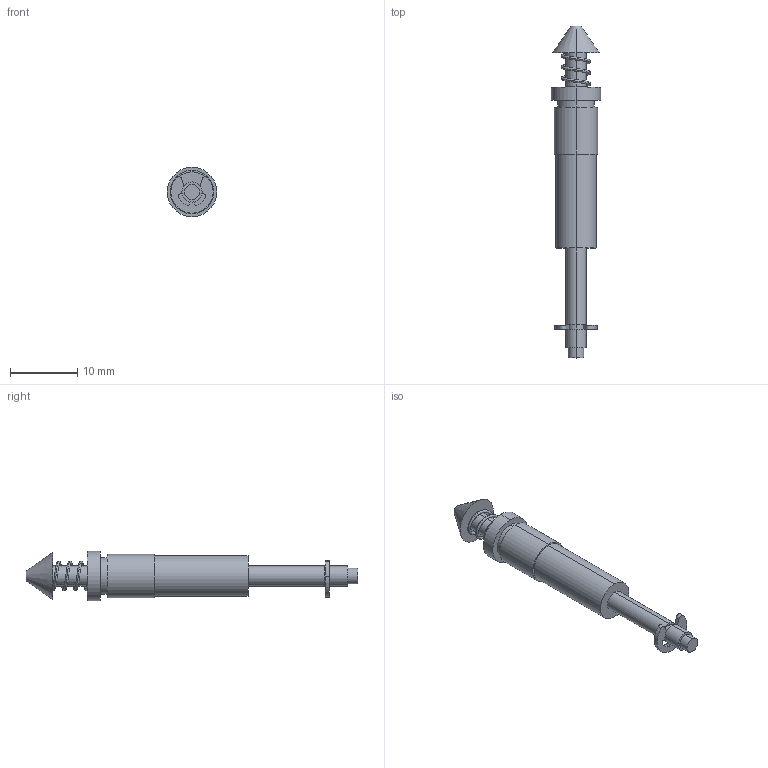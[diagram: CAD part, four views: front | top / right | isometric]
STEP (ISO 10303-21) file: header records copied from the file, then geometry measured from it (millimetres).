
FILE_DESCRIPTION (( 'STEP AP214' ), '1' );
FILE_NAME ('INGUN_36406_Hub.STEP', '2020-10-30T11:12:42', ( '' ), ( '' ), 'SwSTEP 2.0', 'SolidWorks 2018', '' );
FILE_SCHEMA (( 'AUTOMOTIVE_DESIGN' ));
Length unit declared in the file: millimetre
Products named in the file (1): INGUN_36406_Hub
Bounding box: 7.4 x 49.5 x 7.4 mm (x, y, z)
Volume: 962.8 mm3; surface area: 968.5 mm2
Topology: 2 solids, 2 shells, 57 faces, 132 edges, 88 vertices
Faces by surface type: cylinder 34, plane 19, cone 2, bspline 2
Entity records: 7871 total; most frequent: CARTESIAN_POINT 6268, DIRECTION 310, ORIENTED_EDGE 264, EDGE_CURVE 132, AXIS2_PLACEMENT_3D 128, VERTEX_POINT 88, CIRCLE 72, EDGE_LOOP 68
